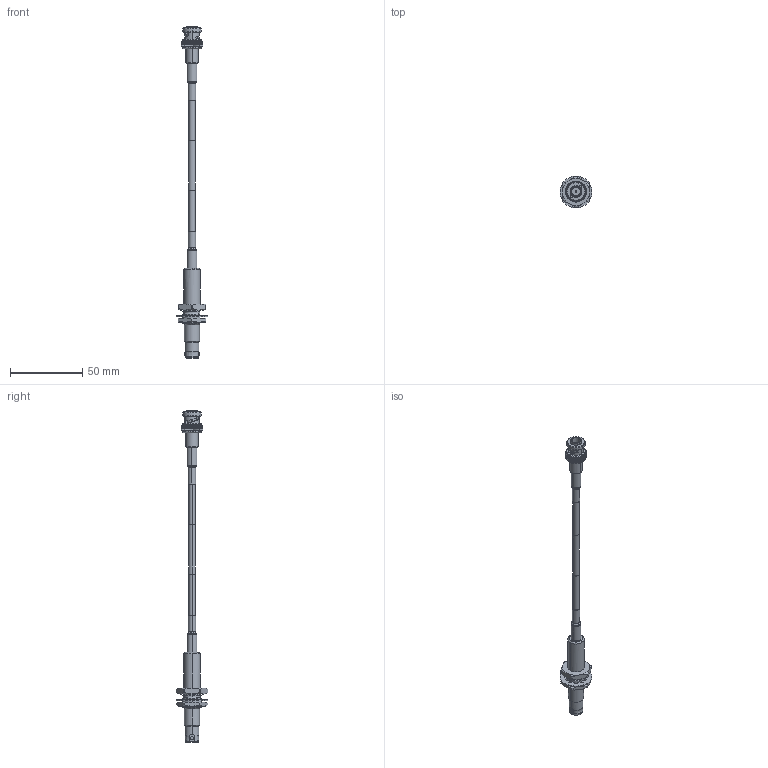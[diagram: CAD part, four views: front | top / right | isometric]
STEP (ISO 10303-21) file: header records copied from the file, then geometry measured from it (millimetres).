
FILE_DESCRIPTION (( 'STEP AP214' ), '1' );
FILE_NAME ('FMCA9776_3D.step', '2024-07-29T14:44:02', ( '' ), ( '' ), 'SwSTEP 2.0', 'SolidWorks 2022', '' );
FILE_SCHEMA (( 'AUTOMOTIVE_DESIGN' ));
Length unit declared in the file: inch
Products named in the file (10): FERRULE-230180FM_FERRULE-FM; RG303／U_5 Inch Length with Lable; FMCN45837; 10KV8501-4; BNC8105-5; Heat Shrink^FMCA9776_1" Long; FMCN1354; FMCA9776_3D; PE45837; N8105AS-7
Assembly tree (11 placements, depth 3):
  FMCA9776_3D
    RG303／U_5 Inch Length with Lable
    FMCN45837
      PE45837
      BNC8105-5
      10KV8501-4
      N8105AS-7
    FMCN1354
    FERRULE-230180FM_FERRULE-FM  x2
    Heat Shrink^FMCA9776_1" Long  x2
Bounding box: 22 x 22 x 229.09 mm (x, y, z)
Volume: 10466 mm3; surface area: 12412.8 mm2
Topology: 10 solids, 11 shells, 1079 faces, 2437 edges, 1397 vertices
Faces by surface type: bspline 349, cylinder 287, plane 253, cone 172, torus 18
Entity records: 35107 total; most frequent: CARTESIAN_POINT 15490, ORIENTED_EDGE 4758, DIRECTION 3185, EDGE_CURVE 2379, VERTEX_POINT 1365, AXIS2_PLACEMENT_3D 1341, EDGE_LOOP 1084, FACE_OUTER_BOUND 1051
